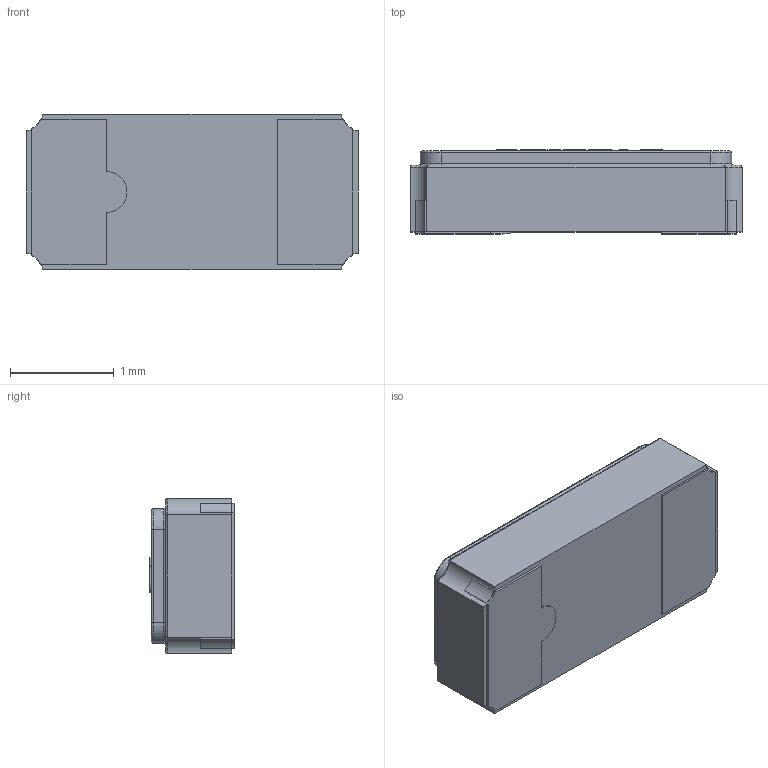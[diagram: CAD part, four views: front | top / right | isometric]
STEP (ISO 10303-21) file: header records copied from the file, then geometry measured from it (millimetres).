
FILE_DESCRIPTION (( 'STEP AP214' ), '1' );
FILE_NAME ('User Library-SX3215.STEP', '2018-12-27T03:40:07', ( '' ), ( '' ), 'SwSTEP 2.0', 'SolidWorks 2018', '' );
FILE_SCHEMA (( 'AUTOMOTIVE_DESIGN' ));
Length unit declared in the file: millimetre
Products named in the file (1): User Library-SX3215
Bounding box: 3.2 x 0.81 x 1.5 mm (x, y, z)
Volume: 3.6 mm3; surface area: 21 mm2
Topology: 7 solids, 7 shells, 174 faces, 432 edges, 280 vertices
Faces by surface type: plane 86, bspline 43, cylinder 33, torus 12
Entity records: 9022 total; most frequent: CARTESIAN_POINT 3482, ORIENTED_EDGE 864, DIRECTION 672, EDGE_CURVE 432, VERTEX_POINT 280, VECTOR 268, LINE 268, AXIS2_PLACEMENT_3D 202
